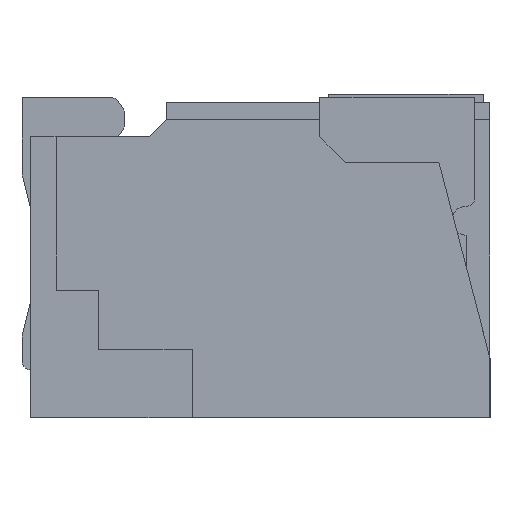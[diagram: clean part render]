
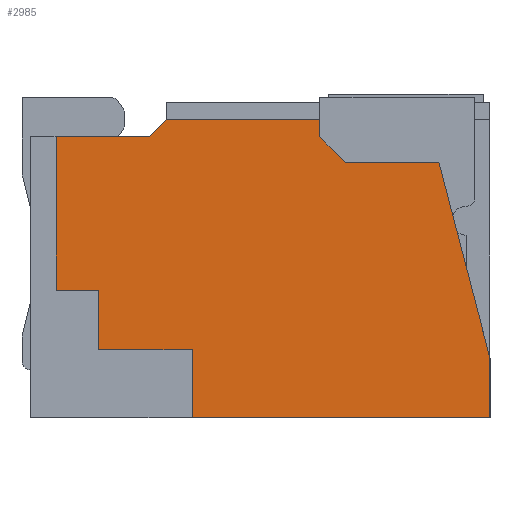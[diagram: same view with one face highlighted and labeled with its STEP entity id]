
A CAD part, left-side view. The second image highlights one B-rep face of the part: STEP entity #2985.
In plain terms, the highlighted planar face has unit normal (-1, 0, 0).
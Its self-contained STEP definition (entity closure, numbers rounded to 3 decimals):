
#534=ORIENTED_EDGE('',*,*,#1112,.F.);
#535=ORIENTED_EDGE('',*,*,#1117,.T.);
#536=ORIENTED_EDGE('',*,*,#1120,.T.);
#537=ORIENTED_EDGE('',*,*,#1131,.F.);
#538=ORIENTED_EDGE('',*,*,#1203,.F.);
#539=ORIENTED_EDGE('',*,*,#1201,.F.);
#540=ORIENTED_EDGE('',*,*,#1037,.F.);
#541=ORIENTED_EDGE('',*,*,#1200,.F.);
#542=ORIENTED_EDGE('',*,*,#1198,.F.);
#543=ORIENTED_EDGE('',*,*,#1196,.F.);
#544=ORIENTED_EDGE('',*,*,#1194,.F.);
#545=ORIENTED_EDGE('',*,*,#1192,.F.);
#546=ORIENTED_EDGE('',*,*,#1190,.F.);
#547=ORIENTED_EDGE('',*,*,#1095,.F.);
#1037=EDGE_CURVE('',#1444,#1445,#1752,.T.);
#1095=EDGE_CURVE('',#1495,#1496,#1810,.T.);
#1112=EDGE_CURVE('',#1506,#1495,#1827,.T.);
#1117=EDGE_CURVE('',#1506,#1510,#1832,.T.);
#1120=EDGE_CURVE('',#1510,#1512,#1835,.T.);
#1131=EDGE_CURVE('',#1518,#1512,#1846,.T.);
#1190=EDGE_CURVE('',#1496,#1553,#1905,.T.);
#1192=EDGE_CURVE('',#1553,#1554,#1907,.T.);
#1194=EDGE_CURVE('',#1554,#1555,#1909,.T.);
#1196=EDGE_CURVE('',#1555,#1556,#1911,.T.);
#1198=EDGE_CURVE('',#1556,#1557,#1913,.T.);
#1200=EDGE_CURVE('',#1557,#1444,#1915,.T.);
#1201=EDGE_CURVE('',#1445,#1558,#1916,.T.);
#1203=EDGE_CURVE('',#1558,#1518,#1918,.T.);
#1444=VERTEX_POINT('',#4226);
#1445=VERTEX_POINT('',#4228);
#1495=VERTEX_POINT('',#4340);
#1496=VERTEX_POINT('',#4342);
#1506=VERTEX_POINT('',#4373);
#1510=VERTEX_POINT('',#4383);
#1512=VERTEX_POINT('',#4389);
#1518=VERTEX_POINT('',#4412);
#1553=VERTEX_POINT('',#4530);
#1554=VERTEX_POINT('',#4534);
#1555=VERTEX_POINT('',#4538);
#1556=VERTEX_POINT('',#4542);
#1557=VERTEX_POINT('',#4546);
#1558=VERTEX_POINT('',#4552);
#1752=LINE('',#4227,#2155);
#1810=LINE('',#4341,#2213);
#1827=LINE('',#4374,#2230);
#1832=LINE('',#4384,#2235);
#1835=LINE('',#4390,#2238);
#1846=LINE('',#4411,#2249);
#1905=LINE('',#4529,#2308);
#1907=LINE('',#4533,#2310);
#1909=LINE('',#4537,#2312);
#1911=LINE('',#4541,#2314);
#1913=LINE('',#4545,#2316);
#1915=LINE('',#4549,#2318);
#1916=LINE('',#4551,#2319);
#1918=LINE('',#4555,#2321);
#2155=VECTOR('',#3419,1000.);
#2213=VECTOR('',#3487,1000.);
#2230=VECTOR('',#3514,1000.);
#2235=VECTOR('',#3521,1000.);
#2238=VECTOR('',#3526,1000.);
#2249=VECTOR('',#3547,1000.);
#2308=VECTOR('',#3654,1000.);
#2310=VECTOR('',#3658,1000.);
#2312=VECTOR('',#3662,1000.);
#2314=VECTOR('',#3666,1000.);
#2316=VECTOR('',#3670,1000.);
#2318=VECTOR('',#3674,1000.);
#2319=VECTOR('',#3677,1000.);
#2321=VECTOR('',#3681,1000.);
#2547=EDGE_LOOP('',(#534,#535,#536,#537,#538,#539,#540,#541,#542,#543,#544,
#545,#546,#547));
#2702=FACE_BOUND('',#2547,.T.);
#2851=PLANE('',#3171);
#2985=ADVANCED_FACE('',(#2702),#2851,.T.);
#3171=AXIS2_PLACEMENT_3D('',#4556,#3682,#3683);
#3419=DIRECTION('',(0.,-1.,0.));
#3487=DIRECTION('',(0.,0.,-1.));
#3514=DIRECTION('',(0.,-0.252,-0.968));
#3521=DIRECTION('',(0.,1.,0.));
#3526=DIRECTION('',(0.,0.707,0.707));
#3547=DIRECTION('',(0.,0.,-1.));
#3654=DIRECTION('',(0.,1.,0.));
#3658=DIRECTION('',(0.,0.,1.));
#3662=DIRECTION('',(0.,1.,0.));
#3666=DIRECTION('',(0.,0.,1.));
#3670=DIRECTION('',(0.,1.,0.));
#3674=DIRECTION('',(0.,0.,1.));
#3677=DIRECTION('',(0.,-0.707,0.707));
#3681=DIRECTION('',(0.,-1.,0.));
#3682=DIRECTION('',(-1.,0.,0.));
#3683=DIRECTION('',(0.,-1.,0.));
#4226=CARTESIAN_POINT('',(-1.9,1.2,1.65));
#4227=CARTESIAN_POINT('',(-1.9,-1.35,1.65));
#4228=CARTESIAN_POINT('',(-1.9,0.65,1.65));
#4340=CARTESIAN_POINT('',(-1.9,-1.35,0.35));
#4341=CARTESIAN_POINT('',(-1.9,-1.35,1.85));
#4342=CARTESIAN_POINT('',(-1.9,-1.35,0.));
#4373=CARTESIAN_POINT('',(-1.9,-1.05,1.5));
#4374=CARTESIAN_POINT('',(-1.9,-1.05,1.5));
#4383=CARTESIAN_POINT('',(-1.9,-0.5,1.5));
#4384=CARTESIAN_POINT('',(-1.9,-1.35,1.5));
#4389=CARTESIAN_POINT('',(-1.9,-0.35,1.65));
#4390=CARTESIAN_POINT('',(-1.9,-0.75,1.25));
#4411=CARTESIAN_POINT('',(-1.9,-0.35,1.75));
#4412=CARTESIAN_POINT('',(-1.9,-0.35,1.75));
#4529=CARTESIAN_POINT('',(-1.9,-1.35,0.));
#4530=CARTESIAN_POINT('',(-1.9,0.4,0.));
#4533=CARTESIAN_POINT('',(-1.9,0.4,0.));
#4534=CARTESIAN_POINT('',(-1.9,0.4,0.4));
#4537=CARTESIAN_POINT('',(-1.9,0.4,0.4));
#4538=CARTESIAN_POINT('',(-1.9,0.95,0.4));
#4541=CARTESIAN_POINT('',(-1.9,0.95,0.4));
#4542=CARTESIAN_POINT('',(-1.9,0.95,0.75));
#4545=CARTESIAN_POINT('',(-1.9,0.95,0.75));
#4546=CARTESIAN_POINT('',(-1.9,1.2,0.75));
#4549=CARTESIAN_POINT('',(-1.9,1.2,0.75));
#4551=CARTESIAN_POINT('',(-1.9,-0.45,2.75));
#4552=CARTESIAN_POINT('',(-1.9,0.55,1.75));
#4555=CARTESIAN_POINT('',(-1.9,0.55,1.75));
#4556=CARTESIAN_POINT('',(-1.9,-1.35,1.85));
